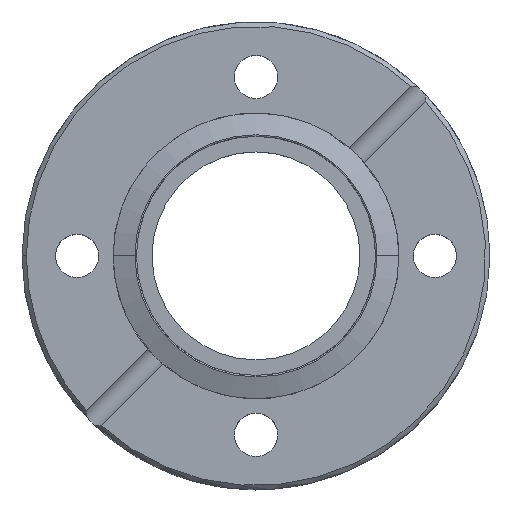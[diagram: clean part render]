
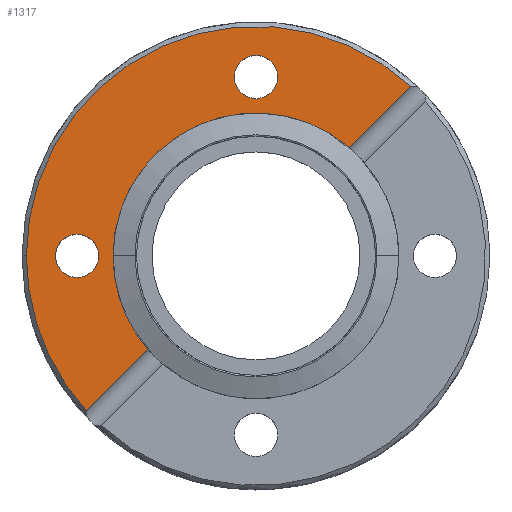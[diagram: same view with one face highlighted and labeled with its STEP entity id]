
A CAD part, top view. The second image highlights one B-rep face of the part: STEP entity #1317.
In plain terms, the highlighted planar face has unit normal (0, 0, 1).
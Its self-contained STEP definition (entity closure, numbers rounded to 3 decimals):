
#31 = CARTESIAN_POINT ( 'NONE',  ( 0., 0., 0. ) ) ;
#33 = CARTESIAN_POINT ( 'NONE',  ( -26.5, 0., 0. ) ) ;
#34 = DIRECTION ( 'NONE',  ( 0., 0., 1. ) ) ;
#44 = DIRECTION ( 'NONE',  ( 1., 0., 0. ) ) ;
#143 = CARTESIAN_POINT ( 'NONE',  ( -16.5, 0., 0. ) ) ;
#144 = CARTESIAN_POINT ( 'NONE',  ( -27.849, -26.151, 0. ) ) ;
#147 = LINE ( 'NONE', #144, #967 ) ;
#148 = VERTEX_POINT ( 'NONE', #1228 ) ;
#154 = ORIENTED_EDGE ( 'NONE', *, *, #1629, .T. ) ;
#173 = ORIENTED_EDGE ( 'NONE', *, *, #2082, .T. ) ;
#179 = DIRECTION ( 'NONE',  ( 0.707, 0.707, 0. ) ) ;
#204 = CIRCLE ( 'NONE', #1764, 2.5 ) ;
#239 = AXIS2_PLACEMENT_3D ( 'NONE', #786, #310, #840 ) ;
#290 = DIRECTION ( 'NONE',  ( 0., 0., 1. ) ) ;
#310 = DIRECTION ( 'NONE',  ( 0., 0., -1. ) ) ;
#330 = DIRECTION ( 'NONE',  ( 0., 0., 1. ) ) ;
#355 = CARTESIAN_POINT ( 'NONE',  ( 17.871, 19.568, 0. ) ) ;
#364 = DIRECTION ( 'NONE',  ( 1., 0., 0. ) ) ;
#399 = CARTESIAN_POINT ( 'NONE',  ( -20.65, 0., 0. ) ) ;
#435 = CIRCLE ( 'NONE', #1466, 26.5 ) ;
#488 = EDGE_CURVE ( 'NONE', #1369, #661, #2118, .T. ) ;
#535 = ORIENTED_EDGE ( 'NONE', *, *, #1690, .T. ) ;
#554 = VECTOR ( 'NONE', #1429, 1000. ) ;
#560 = LINE ( 'NONE', #1284, #554 ) ;
#607 = AXIS2_PLACEMENT_3D ( 'NONE', #1559, #1568, #1589 ) ;
#610 = VERTEX_POINT ( 'NONE', #982 ) ;
#611 = CARTESIAN_POINT ( 'NONE',  ( -18.15, 0., 0. ) ) ;
#661 = VERTEX_POINT ( 'NONE', #1307 ) ;
#706 = CARTESIAN_POINT ( 'NONE',  ( -19.568, -17.871, 0. ) ) ;
#754 = DIRECTION ( 'NONE',  ( 1., 0., 0. ) ) ;
#760 = CARTESIAN_POINT ( 'NONE',  ( -20.65, 0., 0. ) ) ;
#786 = CARTESIAN_POINT ( 'NONE',  ( 0., 0., 0. ) ) ;
#805 = CARTESIAN_POINT ( 'NONE',  ( 0., 20.65, 0. ) ) ;
#812 = ORIENTED_EDGE ( 'NONE', *, *, #1045, .F. ) ;
#826 = DIRECTION ( 'NONE',  ( 0., 0., 1. ) ) ;
#840 = DIRECTION ( 'NONE',  ( -1., 0., 0. ) ) ;
#846 = ORIENTED_EDGE ( 'NONE', *, *, #488, .T. ) ;
#935 = EDGE_CURVE ( 'NONE', #2033, #610, #204, .T. ) ;
#944 = ORIENTED_EDGE ( 'NONE', *, *, #2197, .F. ) ;
#966 = VERTEX_POINT ( 'NONE', #706 ) ;
#967 = VECTOR ( 'NONE', #179, 1000. ) ;
#973 = AXIS2_PLACEMENT_3D ( 'NONE', #1257, #1101, #1081 ) ;
#982 = CARTESIAN_POINT ( 'NONE',  ( -23.15, 0., 0. ) ) ;
#997 = EDGE_CURVE ( 'NONE', #610, #2033, #2035, .T. ) ;
#1003 = CIRCLE ( 'NONE', #1493, 2.5 ) ;
#1045 = EDGE_CURVE ( 'NONE', #148, #1858, #1003, .T. ) ;
#1071 = FACE_BOUND ( 'NONE', #1740, .T. ) ;
#1081 = DIRECTION ( 'NONE',  ( 1., 0., 0. ) ) ;
#1101 = DIRECTION ( 'NONE',  ( 0., 0., 1. ) ) ;
#1108 = EDGE_CURVE ( 'NONE', #1823, #1986, #1392, .T. ) ;
#1119 = VERTEX_POINT ( 'NONE', #1420 ) ;
#1164 = CARTESIAN_POINT ( 'NONE',  ( -2.5, 20.65, 0. ) ) ;
#1228 = CARTESIAN_POINT ( 'NONE',  ( 2.5, 20.65, 0. ) ) ;
#1257 = CARTESIAN_POINT ( 'NONE',  ( 0., 20.65, 0. ) ) ;
#1272 = ORIENTED_EDGE ( 'NONE', *, *, #997, .F. ) ;
#1284 = CARTESIAN_POINT ( 'NONE',  ( -27.849, -26.151, 0. ) ) ;
#1292 = PLANE ( 'NONE',  #607 ) ;
#1307 = CARTESIAN_POINT ( 'NONE',  ( 10.788, 12.485, 0. ) ) ;
#1317 = ADVANCED_FACE ( 'NONE', ( #1071, #1748, #1755 ), #1292, .F. ) ;
#1369 = VERTEX_POINT ( 'NONE', #143 ) ;
#1378 = DIRECTION ( 'NONE',  ( 1., 0., 0. ) ) ;
#1392 = CIRCLE ( 'NONE', #1453, 26.5 ) ;
#1420 = CARTESIAN_POINT ( 'NONE',  ( -12.485, -10.788, 0. ) ) ;
#1429 = DIRECTION ( 'NONE',  ( 0.707, 0.707, 0. ) ) ;
#1452 = CIRCLE ( 'NONE', #973, 2.5 ) ;
#1453 = AXIS2_PLACEMENT_3D ( 'NONE', #31, #34, #44 ) ;
#1466 = AXIS2_PLACEMENT_3D ( 'NONE', #2004, #2008, #2010 ) ;
#1493 = AXIS2_PLACEMENT_3D ( 'NONE', #805, #826, #1378 ) ;
#1507 = AXIS2_PLACEMENT_3D ( 'NONE', #760, #290, #754 ) ;
#1559 = CARTESIAN_POINT ( 'NONE',  ( 16.5, 0., 0. ) ) ;
#1568 = DIRECTION ( 'NONE',  ( 0., 0., -1. ) ) ;
#1589 = DIRECTION ( 'NONE',  ( -1., 0., 0. ) ) ;
#1617 = AXIS2_PLACEMENT_3D ( 'NONE', #2030, #2016, #2006 ) ;
#1629 = EDGE_CURVE ( 'NONE', #966, #1119, #560, .T. ) ;
#1690 = EDGE_CURVE ( 'NONE', #1986, #966, #435, .T. ) ;
#1740 = EDGE_LOOP ( 'NONE', ( #1769, #1272 ) ) ;
#1748 = FACE_BOUND ( 'NONE', #1967, .T. ) ;
#1755 = FACE_OUTER_BOUND ( 'NONE', #2104, .T. ) ;
#1760 = ORIENTED_EDGE ( 'NONE', *, *, #1108, .T. ) ;
#1764 = AXIS2_PLACEMENT_3D ( 'NONE', #399, #330, #364 ) ;
#1769 = ORIENTED_EDGE ( 'NONE', *, *, #935, .F. ) ;
#1814 = EDGE_CURVE ( 'NONE', #661, #1823, #147, .T. ) ;
#1823 = VERTEX_POINT ( 'NONE', #355 ) ;
#1827 = ORIENTED_EDGE ( 'NONE', *, *, #1814, .T. ) ;
#1858 = VERTEX_POINT ( 'NONE', #1164 ) ;
#1930 = CIRCLE ( 'NONE', #1617, 16.5 ) ;
#1967 = EDGE_LOOP ( 'NONE', ( #812, #944 ) ) ;
#1986 = VERTEX_POINT ( 'NONE', #33 ) ;
#2004 = CARTESIAN_POINT ( 'NONE',  ( 0., 0., 0. ) ) ;
#2006 = DIRECTION ( 'NONE',  ( -1., 0., 0. ) ) ;
#2008 = DIRECTION ( 'NONE',  ( 0., 0., 1. ) ) ;
#2010 = DIRECTION ( 'NONE',  ( 1., 0., 0. ) ) ;
#2016 = DIRECTION ( 'NONE',  ( 0., 0., -1. ) ) ;
#2030 = CARTESIAN_POINT ( 'NONE',  ( 0., 0., 0. ) ) ;
#2033 = VERTEX_POINT ( 'NONE', #611 ) ;
#2035 = CIRCLE ( 'NONE', #1507, 2.5 ) ;
#2082 = EDGE_CURVE ( 'NONE', #1119, #1369, #1930, .T. ) ;
#2104 = EDGE_LOOP ( 'NONE', ( #1760, #535, #154, #173, #846, #1827 ) ) ;
#2118 = CIRCLE ( 'NONE', #239, 16.5 ) ;
#2197 = EDGE_CURVE ( 'NONE', #1858, #148, #1452, .T. ) ;
